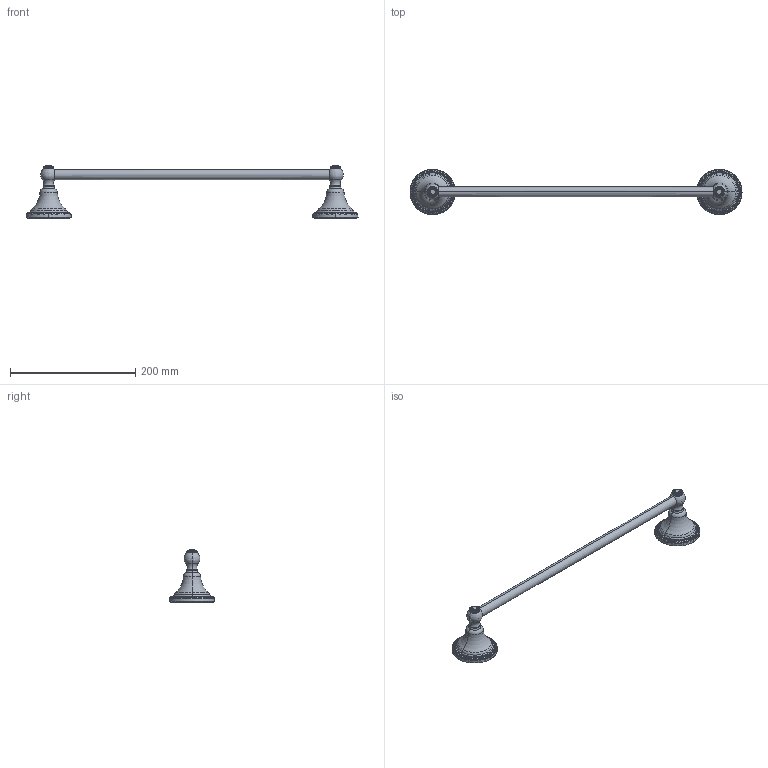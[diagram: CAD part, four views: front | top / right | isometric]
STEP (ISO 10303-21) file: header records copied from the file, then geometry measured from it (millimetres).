
FILE_DESCRIPTION((''),'2;1');
FILE_NAME('15-01_WEB','2010-07-13T',('gdeepak'),(''),'PRO/ENGINEER BY PARAMETRIC TECHNOLOGY CORPORATION, 2009300','PRO/ENGINEER BY PARAMETRIC TECHNOLOGY CORPORATION, 2009300','');
FILE_SCHEMA(('CONFIG_CONTROL_DESIGN'));
Products named in the file (1): 15-01_WEB
Bounding box: 529.26 x 72.26 x 84.56 mm (x, y, z)
Surface area: 698601.5 mm2 (no closed solid volume)
Topology: 0 solids, 0 shells, 663 faces, 3188 edges, 3064 vertices
Faces by surface type: bspline 519, torus 140, sphere 4
Entity records: 76407 total; most frequent: CARTESIAN_POINT 54000, DEFINITIONAL_REPRESENTATION 2936, PCURVE 2936, COMPOSITE_CURVE_SEGMENT 2936, B_SPLINE_CURVE_WITH_KNOTS 2807, DIRECTION 2493, TRIMMED_CURVE 2039, VECTOR 1873
